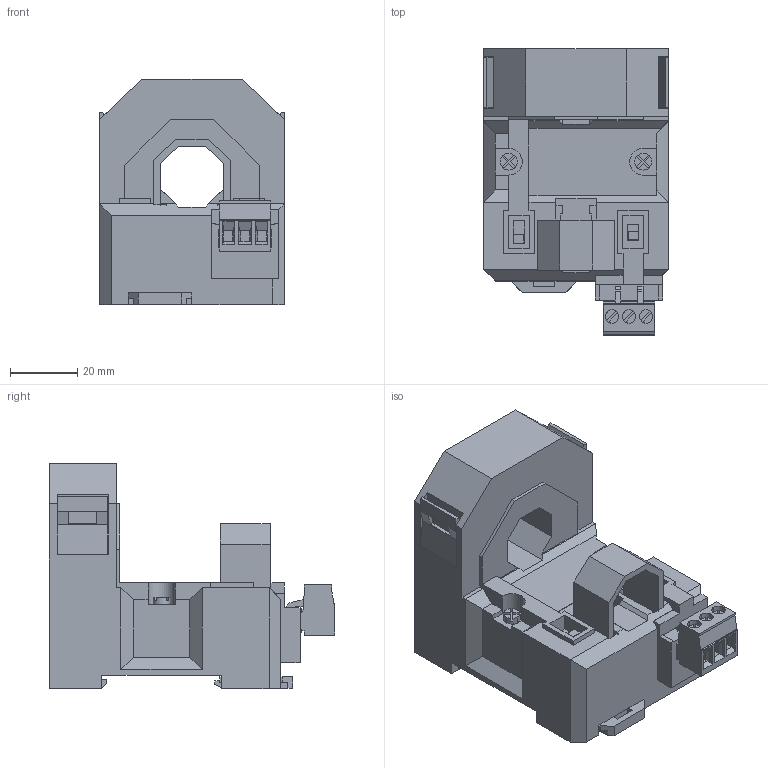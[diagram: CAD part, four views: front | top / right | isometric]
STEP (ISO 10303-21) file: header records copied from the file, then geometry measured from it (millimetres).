
FILE_DESCRIPTION(('Creo Elements/Direct Modeling STEP Export'),'2;1');
FILE_NAME('model.stp','2020-06-03T12:48:00',(''),(''),'Creo Elements/Direct Modeling STEP processor for AP214 (Solid Model)','Creo Elements/Direct Modeling 20.1A 29-Sep-2018 (C) Parametric Technology GmbH','');
FILE_SCHEMA(('AUTOMOTIVE_DESIGN { 1 0 10303 214 1 1 1 1 }'));
Length unit declared in the file: millimetre
Products named in the file (3): MCR_SL_S_select; MSTB_2.5__3-ST-5.08-select; MCR-SL-S...-Group-select
Assembly tree (2 placements, depth 2):
  MCR-SL-S...-Group-select
    MSTB_2.5__3-ST-5.08-select
    MCR_SL_S_select
Bounding box: 55 x 85.1 x 67 mm (x, y, z)
Volume: 135636.1 mm3; surface area: 29131.5 mm2
Topology: 2 solids, 2 shells, 504 faces, 1363 edges, 887 vertices
Faces by surface type: plane 448, cylinder 50, cone 6
Entity records: 19785 total; most frequent: CARTESIAN_POINT 3489, ORIENTED_EDGE 2726, DIRECTION 2220, EDGE_CURVE 1363, VECTOR 1160, LINE 1160, VERTEX_POINT 887, EDGE_LOOP 532
